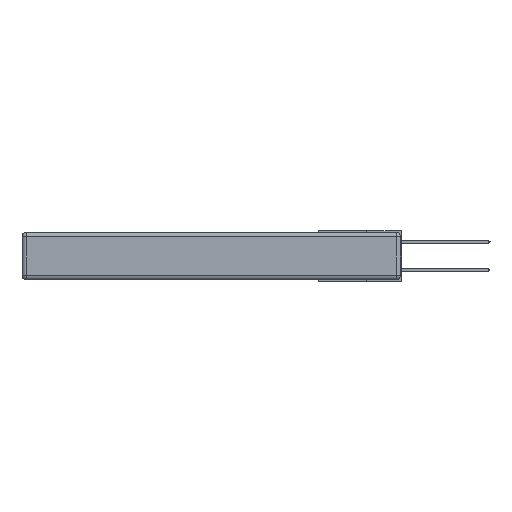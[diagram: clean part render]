
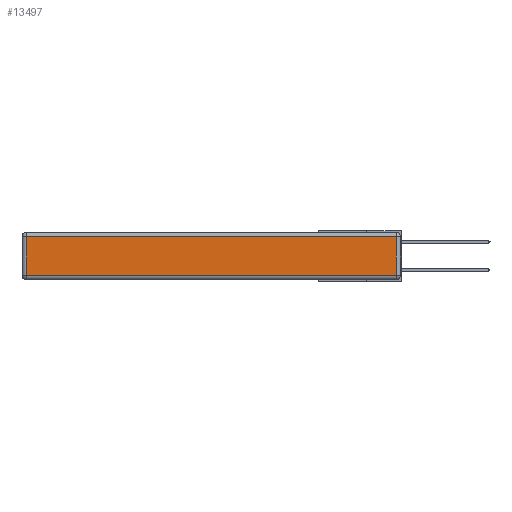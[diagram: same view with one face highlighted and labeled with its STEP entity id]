
A CAD part, left-side view. The second image highlights one B-rep face of the part: STEP entity #13497.
In plain terms, the highlighted planar face has unit normal (-1, 0, 0).
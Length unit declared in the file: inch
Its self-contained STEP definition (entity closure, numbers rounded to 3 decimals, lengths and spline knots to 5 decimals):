
#238 = EDGE_CURVE ( 'NONE', #12053, #17297, #23702, .T. ) ;
#1546 = ORIENTED_EDGE ( 'NONE', *, *, #14975, .T. ) ;
#2105 = VERTEX_POINT ( 'NONE', #17229 ) ;
#3332 = DIRECTION ( 'NONE',  ( 0., -1., 0. ) ) ;
#4209 = ORIENTED_EDGE ( 'NONE', *, *, #24810, .T. ) ;
#5150 = CARTESIAN_POINT ( 'NONE',  ( 0., 2.72, -0.343 ) ) ;
#5282 = VECTOR ( 'NONE', #7723, 39.37008 ) ;
#6126 = VECTOR ( 'NONE', #12569, 39.37008 ) ;
#7654 = VERTEX_POINT ( 'NONE', #15572 ) ;
#7723 = DIRECTION ( 'NONE',  ( 0., 1., 0. ) ) ;
#7906 = CARTESIAN_POINT ( 'NONE',  ( 0., 2.75, -0.03 ) ) ;
#7958 = DIRECTION ( 'NONE',  ( 0., 0., -1. ) ) ;
#9705 = VECTOR ( 'NONE', #7958, 39.37008 ) ;
#11221 = DIRECTION ( 'NONE',  ( 0., 0., 1. ) ) ;
#12053 = VERTEX_POINT ( 'NONE', #17932 ) ;
#12499 = EDGE_LOOP ( 'NONE', ( #1546, #4209, #18572, #22837 ) ) ;
#12533 = VECTOR ( 'NONE', #3332, 39.37008 ) ;
#12569 = DIRECTION ( 'NONE',  ( 0., 0., 1. ) ) ;
#13248 = CARTESIAN_POINT ( 'NONE',  ( 0., 2.72, -0.313 ) ) ;
#13497 = ADVANCED_FACE ( 'NONE', ( #14173 ), #21342, .T. ) ;
#14173 = FACE_OUTER_BOUND ( 'NONE', #12499, .T. ) ;
#14975 = EDGE_CURVE ( 'NONE', #17297, #2105, #22401, .T. ) ;
#15572 = CARTESIAN_POINT ( 'NONE',  ( 0., 0.03, -0.03 ) ) ;
#16118 = LINE ( 'NONE', #7906, #5282 ) ;
#17229 = CARTESIAN_POINT ( 'NONE',  ( 0., 0.03, -0.313 ) ) ;
#17297 = VERTEX_POINT ( 'NONE', #13248 ) ;
#17932 = CARTESIAN_POINT ( 'NONE',  ( 0., 2.72, -0.03 ) ) ;
#18572 = ORIENTED_EDGE ( 'NONE', *, *, #23531, .T. ) ;
#19403 = CARTESIAN_POINT ( 'NONE',  ( 0., 0., -0.343 ) ) ;
#21342 = PLANE ( 'NONE',  #24606 ) ;
#21995 = CARTESIAN_POINT ( 'NONE',  ( 0., 0.03, -0.343 ) ) ;
#22401 = LINE ( 'NONE', #23619, #12533 ) ;
#22837 = ORIENTED_EDGE ( 'NONE', *, *, #238, .T. ) ;
#23415 = DIRECTION ( 'NONE',  ( -1., 0., 0. ) ) ;
#23531 = EDGE_CURVE ( 'NONE', #7654, #12053, #16118, .T. ) ;
#23619 = CARTESIAN_POINT ( 'NONE',  ( 0., 0., -0.313 ) ) ;
#23702 = LINE ( 'NONE', #5150, #9705 ) ;
#24606 = AXIS2_PLACEMENT_3D ( 'NONE', #19403, #23415, #11221 ) ;
#24810 = EDGE_CURVE ( 'NONE', #2105, #7654, #24896, .T. ) ;
#24896 = LINE ( 'NONE', #21995, #6126 ) ;
